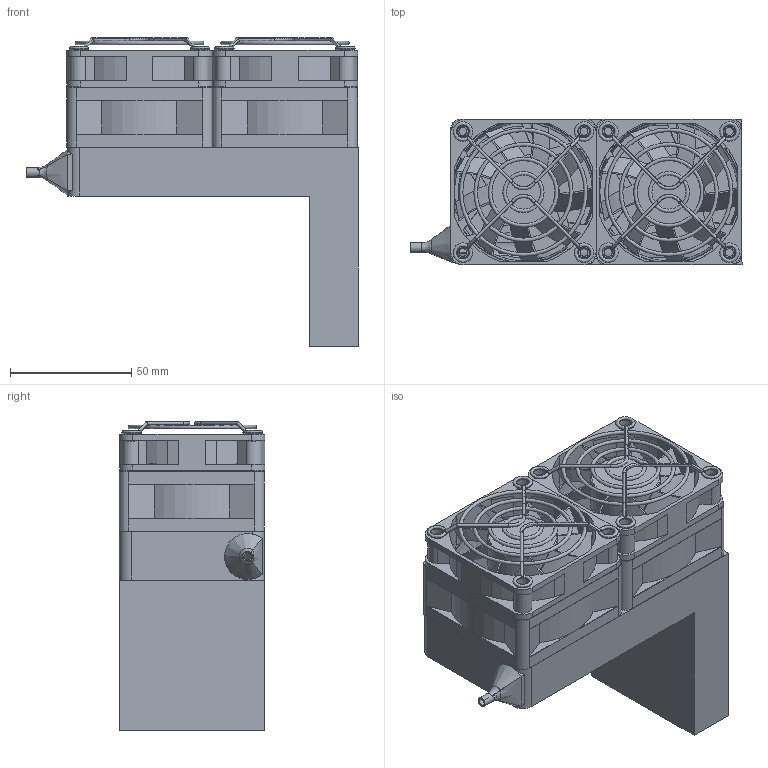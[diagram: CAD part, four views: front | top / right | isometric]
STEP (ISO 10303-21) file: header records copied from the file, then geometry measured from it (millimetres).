
FILE_DESCRIPTION(/* description */ ('','CAx-IF Rec.Pracs.---Representation and Presentation of Product Manufacturing Information (PMI)---4.0---2014-10-13'),/* implementation_level */ '2;1');
FILE_NAME(/* name */ 'compressor rev 2_v1.step',/* time_stamp */ '2025-01-08T23:55:02+01:00',/* author */ (''),/* organization */ (''),/* preprocessor_version */ 'ST-DEVELOPER v20',/* originating_system */ 'Autodesk Translation Framework v13.20.0.188',/* authorisation */ '');
FILE_SCHEMA (('AP242_MANAGED_MODEL_BASED_3D_ENGINEERING_MIM_LF { 1 0 10303 442 1 1 4 }'));
Products named in the file (10): compressor rev 2; obudowa; fan assem v1; 60 X 60 FAN; rec fan blade; fan assem v1 (1); 60 X 60 FAN (1); rec fan blade (1); ventilador 60x60 v1; ventilador 60x60 v1 (1)
Assembly tree (9 placements, depth 3):
  compressor rev 2
    obudowa
    fan assem v1
      60 X 60 FAN
      rec fan blade
    fan assem v1 (1)
      60 X 60 FAN (1)
      rec fan blade (1)
    ventilador 60x60 v1
    ventilador 60x60 v1 (1)
Bounding box: 137 x 60.18 x 127.33 mm (x, y, z)
Volume: 147576.5 mm3; surface area: 125185.3 mm2
Topology: 13 solids, 13 shells, 857 faces, 2366 edges, 1477 vertices
Faces by surface type: plane 292, bspline 248, cylinder 231, torus 86
Full cylindrical faces by diameter (mm): 3.3 x8, 4 x1, 4.5 x16, 5 x3, 6.5 x8, 25 x2, 27.5 x2, 57 x2, 58 x2
Entity records: 42056 total; most frequent: CARTESIAN_POINT 20880, ORIENTED_EDGE 4664, DIRECTION 4124, EDGE_CURVE 2332, AXIS2_PLACEMENT_3D 1629, VERTEX_POINT 1477, EDGE_LOOP 977, LINE 866
